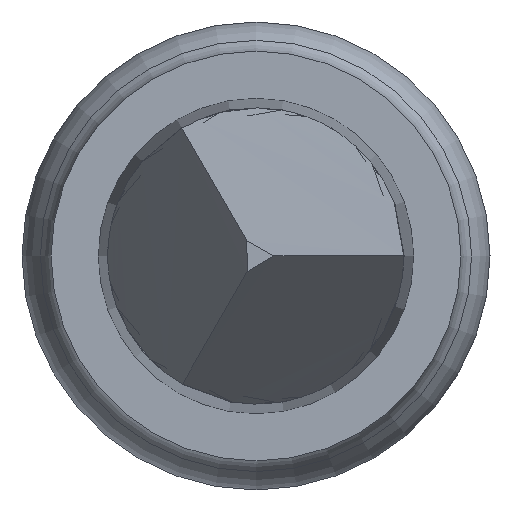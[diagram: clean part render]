
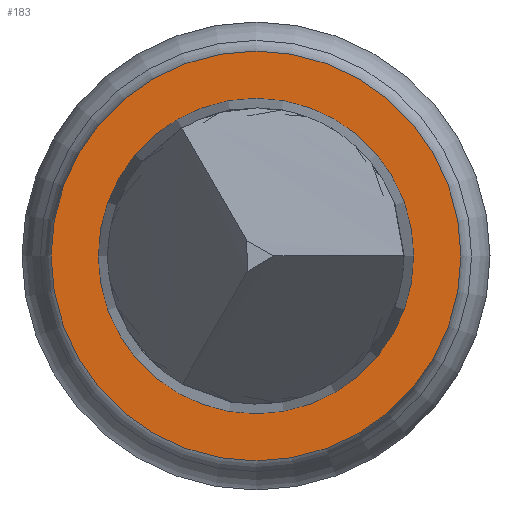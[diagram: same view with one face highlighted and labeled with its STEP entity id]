
A CAD part, left-side view. The second image highlights one B-rep face of the part: STEP entity #183.
In plain terms, the highlighted planar face has unit normal (-1, 0, 0).
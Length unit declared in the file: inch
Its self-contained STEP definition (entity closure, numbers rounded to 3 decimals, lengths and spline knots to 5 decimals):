
#2 = EDGE_CURVE ( 'NONE', #178, #178, #312, .T. ) ;
#20 = VERTEX_POINT ( 'NONE', #243 ) ;
#68 = CARTESIAN_POINT ( 'NONE',  ( 0., 0.0165, 0. ) ) ;
#156 = DIRECTION ( 'NONE',  ( 1., 0., 0. ) ) ;
#178 = VERTEX_POINT ( 'NONE', #611 ) ;
#183 = ADVANCED_FACE ( 'NONE', ( #681, #732 ), #558, .T. ) ;
#196 = DIRECTION ( 'NONE',  ( 0., 0., -1. ) ) ;
#233 = EDGE_CURVE ( 'NONE', #20, #20, #532, .T. ) ;
#243 = CARTESIAN_POINT ( 'NONE',  ( 0., 0., -0.0176 ) ) ;
#261 = DIRECTION ( 'NONE',  ( 1., 0., 0. ) ) ;
#312 = CIRCLE ( 'NONE', #647, 0.01354 ) ;
#347 = AXIS2_PLACEMENT_3D ( 'NONE', #68, #416, #541 ) ;
#387 = EDGE_LOOP ( 'NONE', ( #769 ) ) ;
#391 = DIRECTION ( 'NONE',  ( 0., 0., 1. ) ) ;
#416 = DIRECTION ( 'NONE',  ( -1., 0., 0. ) ) ;
#509 = CARTESIAN_POINT ( 'NONE',  ( 0., 0., 0. ) ) ;
#532 = CIRCLE ( 'NONE', #671, 0.0176 ) ;
#541 = DIRECTION ( 'NONE',  ( 0., 0., 1. ) ) ;
#558 = PLANE ( 'NONE',  #347 ) ;
#611 = CARTESIAN_POINT ( 'NONE',  ( 0., 0., 0.01354 ) ) ;
#647 = AXIS2_PLACEMENT_3D ( 'NONE', #509, #156, #391 ) ;
#671 = AXIS2_PLACEMENT_3D ( 'NONE', #678, #261, #196 ) ;
#678 = CARTESIAN_POINT ( 'NONE',  ( 0., 0., 0. ) ) ;
#681 = FACE_BOUND ( 'NONE', #760, .T. ) ;
#708 = ORIENTED_EDGE ( 'NONE', *, *, #2, .T. ) ;
#732 = FACE_OUTER_BOUND ( 'NONE', #387, .T. ) ;
#760 = EDGE_LOOP ( 'NONE', ( #708 ) ) ;
#769 = ORIENTED_EDGE ( 'NONE', *, *, #233, .F. ) ;
